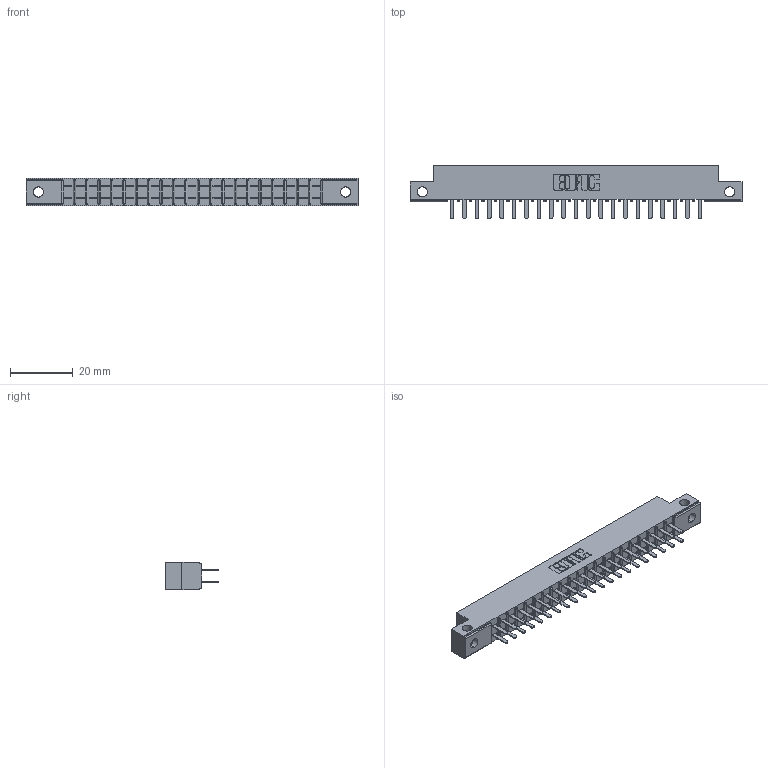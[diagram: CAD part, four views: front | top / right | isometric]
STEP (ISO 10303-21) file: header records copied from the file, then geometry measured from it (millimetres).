
FILE_DESCRIPTION (( 'STEP AP203' ), '1' );
FILE_NAME ('305-042-520-212.STEP', '2020-09-19T22:07:06', ( '' ), ( '' ), 'SwSTEP 2.0', 'SolidWorks 2020', '' );
FILE_SCHEMA (( 'CONFIG_CONTROL_DESIGN' ));
Length unit declared in the file: inch
Products named in the file (3): 305-042-520-212; 305 Part_.128 Dia; 305-290-001_520
Assembly tree (43 placements, depth 2):
  305-042-520-212
    305 Part_.128 Dia
    305-290-001_520  x42
Bounding box: 106.22 x 17.09 x 8.71 mm (x, y, z)
Volume: 6520.4 mm3; surface area: 12292.9 mm2
Topology: 43 solids, 43 shells, 2060 faces, 5875 edges, 3798 vertices
Faces by surface type: plane 1202, cylinder 774, sphere 84
Entity records: 25580 total; most frequent: CARTESIAN_POINT 4281, ORIENTED_EDGE 4202, DIRECTION 4097, EDGE_CURVE 2101, VECTOR 1661, LINE 1661, VERTEX_POINT 1338, AXIS2_PLACEMENT_3D 1218
